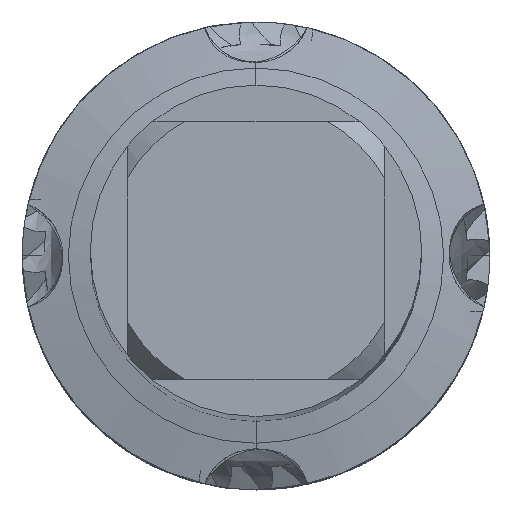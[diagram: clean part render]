
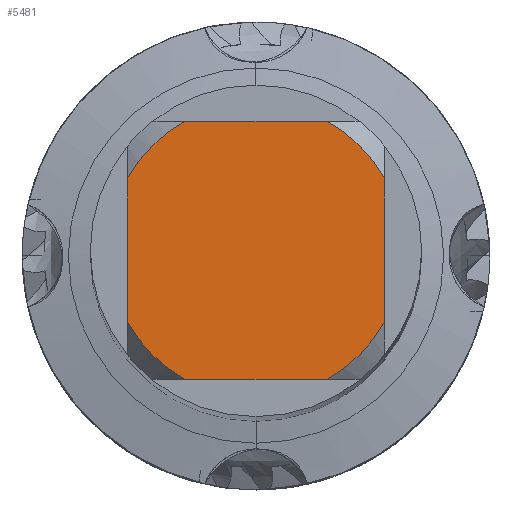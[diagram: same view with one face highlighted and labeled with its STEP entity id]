
A CAD part, top view. The second image highlights one B-rep face of the part: STEP entity #5481.
In plain terms, the highlighted planar face has unit normal (0, 0, 1).
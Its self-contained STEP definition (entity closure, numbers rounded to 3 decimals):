
#1889=VERTEX_POINT('',#5605);
#2289=EDGE_CURVE('',#2291,#4679,#6035,.T.);
#2291=VERTEX_POINT('',#6037);
#2525=EDGE_CURVE('',#1889,#3551,#6293,.T.);
#2965=EDGE_CURVE('',#1889,#4487,#6766,.T.);
#3217=VERTEX_POINT('',#7043);
#3551=VERTEX_POINT('',#7412);
#3743=EDGE_CURVE('',#2291,#3551,#7626,.T.);
#3769=VERTEX_POINT('',#7655);
#4003=EDGE_CURVE('',#3217,#3769,#7907,.T.);
#4007=VERTEX_POINT('',#7912);
#4391=EDGE_CURVE('',#3217,#4487,#8328,.T.);
#4487=VERTEX_POINT('',#8431);
#4679=VERTEX_POINT('',#8641);
#5481=ADVANCED_FACE('',(#9514),#9515,.T.);
#5495=EDGE_CURVE('',#4007,#3769,#9530,.T.);
#5563=EDGE_CURVE('',#4007,#4679,#9602,.T.);
#5605=CARTESIAN_POINT('',(-3.5,1.936,0.0));
#6035=CIRCLE('',#10992,4.0);
#6037=CARTESIAN_POINT('',(1.936,3.5,0.0));
#6293=CIRCLE('',#11589,4.0);
#6766=LINE('',#12966,#12967);
#7043=CARTESIAN_POINT('',(-1.936,-3.5,0.0));
#7412=CARTESIAN_POINT('',(-1.936,3.5,0.0));
#7626=LINE('',#15400,#15401);
#7655=CARTESIAN_POINT('',(1.936,-3.5,0.0));
#7907=LINE('',#16030,#16031);
#7912=CARTESIAN_POINT('',(3.5,-1.936,0.0));
#8328=CIRCLE('',#17079,4.0);
#8431=CARTESIAN_POINT('',(-3.5,-1.936,0.0));
#8641=CARTESIAN_POINT('',(3.5,1.936,0.0));
#9514=FACE_OUTER_BOUND('',#21030,.T.);
#9515=PLANE('',#21031);
#9530=CIRCLE('',#21072,4.0);
#9602=LINE('',#21255,#21256);
#10992=AXIS2_PLACEMENT_3D('',#21665,#21666,#21667);
#11589=AXIS2_PLACEMENT_3D('',#21930,#21931,#21932);
#12966=CARTESIAN_POINT('',(-3.5,1.0,0.0));
#12967=VECTOR('',#22391,1.0);
#15400=CARTESIAN_POINT('',(0.0,3.5,0.0));
#15401=VECTOR('',#23322,1.0);
#16030=CARTESIAN_POINT('',(0.0,-3.5,0.0));
#16031=VECTOR('',#23595,1.0);
#17079=AXIS2_PLACEMENT_3D('',#24003,#24004,#24005);
#21030=EDGE_LOOP('',(#25517,#25518,#25519,#25520,#25521,#25522,#25523,#25524));
#21031=AXIS2_PLACEMENT_3D('',#25525,#25526,#25527);
#21072=AXIS2_PLACEMENT_3D('',#25540,#25541,#25542);
#21255=CARTESIAN_POINT('',(3.5,1.0,0.0));
#21256=VECTOR('',#25591,1.0);
#21665=CARTESIAN_POINT('',(0.0,0.0,0.0));
#21666=DIRECTION('',(0.0,0.0,-1.0));
#21667=DIRECTION('',(0.0,1.0,0.0));
#21930=CARTESIAN_POINT('',(0.0,0.0,0.0));
#21931=DIRECTION('',(0.0,0.0,-1.0));
#21932=DIRECTION('',(0.0,1.0,0.0));
#22391=DIRECTION('',(-0.0,-1.0,0.0));
#23322=DIRECTION('',(-1.0,0.0,0.0));
#23595=DIRECTION('',(1.0,0.0,0.0));
#24003=CARTESIAN_POINT('',(0.0,0.0,0.0));
#24004=DIRECTION('',(0.0,0.0,-1.0));
#24005=DIRECTION('',(0.0,1.0,0.0));
#25517=ORIENTED_EDGE('',*,*,#2965,.T.);
#25518=ORIENTED_EDGE('',*,*,#4391,.F.);
#25519=ORIENTED_EDGE('',*,*,#4003,.T.);
#25520=ORIENTED_EDGE('',*,*,#5495,.F.);
#25521=ORIENTED_EDGE('',*,*,#5563,.T.);
#25522=ORIENTED_EDGE('',*,*,#2289,.F.);
#25523=ORIENTED_EDGE('',*,*,#3743,.T.);
#25524=ORIENTED_EDGE('',*,*,#2525,.F.);
#25525=CARTESIAN_POINT('',(0.0,2.0,0.0));
#25526=DIRECTION('',(-0.0,0.0,1.0));
#25527=DIRECTION('',(0.0,-1.0,0.0));
#25540=CARTESIAN_POINT('',(0.0,0.0,0.0));
#25541=DIRECTION('',(0.0,0.0,-1.0));
#25542=DIRECTION('',(0.0,1.0,0.0));
#25591=DIRECTION('',(-0.0,1.0,0.0));
